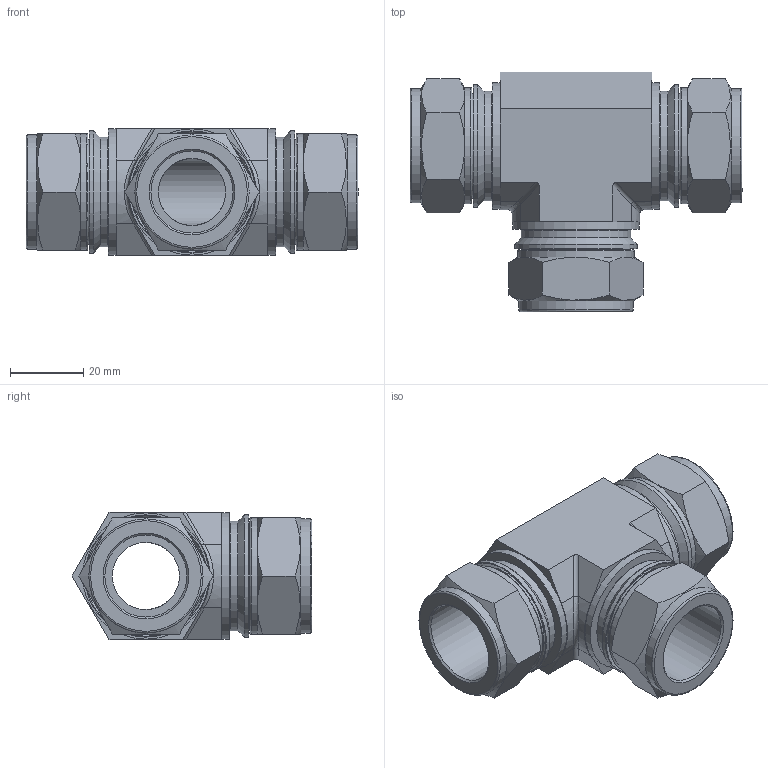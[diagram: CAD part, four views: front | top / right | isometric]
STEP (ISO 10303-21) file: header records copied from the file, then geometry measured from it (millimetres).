
FILE_DESCRIPTION(/* description */ (''),/* implementation_level */ '2;1');
FILE_NAME(/* name */ 'SUTI-14.stp',/* time_stamp */ '2022-07-11T10:32:46+09:00',/* author */ ('user'),/* organization */ (''),/* preprocessor_version */ 'ST-DEVELOPER v18.1',/* originating_system */ 'Autodesk Inventor 2022',/* authorisation */ '');
FILE_SCHEMA (('AUTOMOTIVE_DESIGN { 1 0 10303 214 3 1 1 }'));
Length unit declared in the file: millimetre
Products named in the file (1): SUT-14
Bounding box: 90.64 x 65.47 x 34.9 mm (x, y, z)
Volume: 64823.3 mm3; surface area: 27387.5 mm2
Topology: 1 solids, 1 shells, 135 faces, 294 edges, 178 vertices
Faces by surface type: plane 51, cone 39, cylinder 37, torus 6, bspline 2
Full cylindrical faces by diameter (mm): 18.3 x2, 22.4 x3, 26.8 x3, 27.2 x3, 28.58 x3, 29.9 x3, 31.2 x3, 31.7 x3, 33.4 x3, 34.5 x3
Entity records: 3709 total; most frequent: CARTESIAN_POINT 774, DIRECTION 634, ORIENTED_EDGE 588, EDGE_CURVE 294, AXIS2_PLACEMENT_3D 260, VERTEX_POINT 178, EDGE_LOOP 156, FACE_OUTER_BOUND 135
